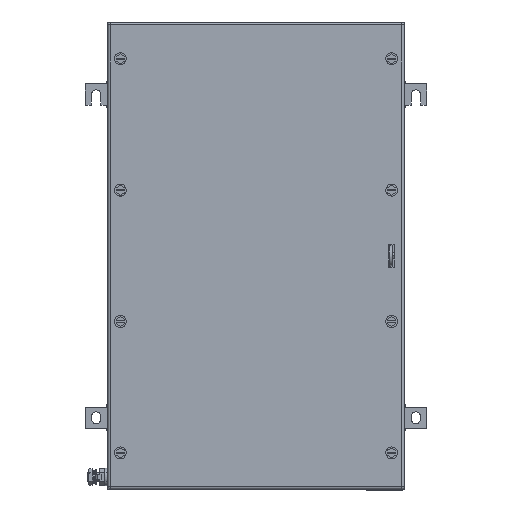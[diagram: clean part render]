
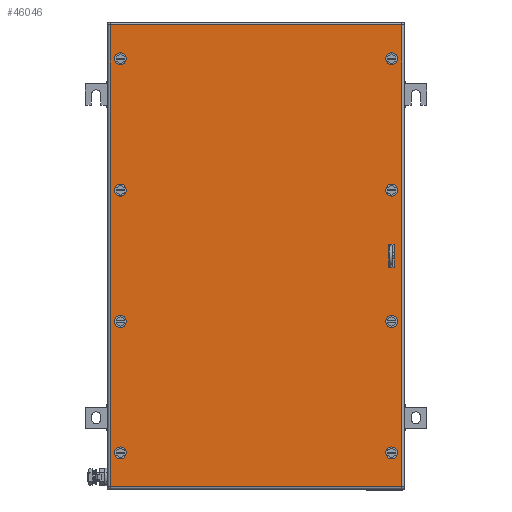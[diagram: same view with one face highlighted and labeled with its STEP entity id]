
A CAD part, top view. The second image highlights one B-rep face of the part: STEP entity #46046.
In plain terms, the highlighted planar face has unit normal (0, 0, 1).
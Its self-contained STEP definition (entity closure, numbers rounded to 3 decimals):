
#45814=AXIS2_PLACEMENT_3D('Circle Axis2P3D',#45812,#45813,$) ;
#45841=AXIS2_PLACEMENT_3D('Plane Axis2P3D',#45838,#45839,#45840) ;
#45879=AXIS2_PLACEMENT_3D('Circle Axis2P3D',#45877,#45878,$) ;
#45888=AXIS2_PLACEMENT_3D('Circle Axis2P3D',#45886,#45887,$) ;
#45897=AXIS2_PLACEMENT_3D('Circle Axis2P3D',#45895,#45896,$) ;
#45906=AXIS2_PLACEMENT_3D('Circle Axis2P3D',#45904,#45905,$) ;
#45915=AXIS2_PLACEMENT_3D('Circle Axis2P3D',#45913,#45914,$) ;
#45924=AXIS2_PLACEMENT_3D('Circle Axis2P3D',#45922,#45923,$) ;
#45933=AXIS2_PLACEMENT_3D('Circle Axis2P3D',#45931,#45932,$) ;
#45942=AXIS2_PLACEMENT_3D('Circle Axis2P3D',#45940,#45941,$) ;
#45951=AXIS2_PLACEMENT_3D('Circle Axis2P3D',#45949,#45950,$) ;
#45960=AXIS2_PLACEMENT_3D('Circle Axis2P3D',#45958,#45959,$) ;
#45969=AXIS2_PLACEMENT_3D('Circle Axis2P3D',#45967,#45968,$) ;
#45978=AXIS2_PLACEMENT_3D('Circle Axis2P3D',#45976,#45977,$) ;
#45987=AXIS2_PLACEMENT_3D('Circle Axis2P3D',#45985,#45986,$) ;
#45996=AXIS2_PLACEMENT_3D('Circle Axis2P3D',#45994,#45995,$) ;
#46005=AXIS2_PLACEMENT_3D('Circle Axis2P3D',#46003,#46004,$) ;
#45809=CARTESIAN_POINT('Vertex',(44.5,197.75,203.5)) ;
#45812=CARTESIAN_POINT('Axis2P3D Location',(41.,197.75,203.5)) ;
#45816=CARTESIAN_POINT('Vertex',(37.5,197.75,203.5)) ;
#45838=CARTESIAN_POINT('Axis2P3D Location',(200.5,275.,203.5)) ;
#45843=CARTESIAN_POINT('Line Origine',(200.5,546.5,203.5)) ;
#45847=CARTESIAN_POINT('Vertex',(372.,546.5,203.5)) ;
#45849=CARTESIAN_POINT('Vertex',(29.,546.5,203.5)) ;
#45852=CARTESIAN_POINT('Line Origine',(29.,275.,203.5)) ;
#45856=CARTESIAN_POINT('Vertex',(29.,3.5,203.5)) ;
#45859=CARTESIAN_POINT('Line Origine',(200.5,3.5,203.5)) ;
#45863=CARTESIAN_POINT('Vertex',(372.,3.5,203.5)) ;
#45866=CARTESIAN_POINT('Line Origine',(372.,275.,203.5)) ;
#45877=CARTESIAN_POINT('Axis2P3D Location',(41.,197.75,203.5)) ;
#45886=CARTESIAN_POINT('Axis2P3D Location',(41.,352.25,203.5)) ;
#45890=CARTESIAN_POINT('Vertex',(37.5,352.25,203.5)) ;
#45892=CARTESIAN_POINT('Vertex',(44.5,352.25,203.5)) ;
#45895=CARTESIAN_POINT('Axis2P3D Location',(41.,352.25,203.5)) ;
#45904=CARTESIAN_POINT('Axis2P3D Location',(360.,197.75,203.5)) ;
#45908=CARTESIAN_POINT('Vertex',(363.5,197.75,203.5)) ;
#45910=CARTESIAN_POINT('Vertex',(356.5,197.75,203.5)) ;
#45913=CARTESIAN_POINT('Axis2P3D Location',(360.,197.75,203.5)) ;
#45922=CARTESIAN_POINT('Axis2P3D Location',(360.,352.25,203.5)) ;
#45926=CARTESIAN_POINT('Vertex',(363.5,352.25,203.5)) ;
#45928=CARTESIAN_POINT('Vertex',(356.5,352.25,203.5)) ;
#45931=CARTESIAN_POINT('Axis2P3D Location',(360.,352.25,203.5)) ;
#45940=CARTESIAN_POINT('Axis2P3D Location',(41.,506.75,203.5)) ;
#45944=CARTESIAN_POINT('Vertex',(37.5,506.75,203.5)) ;
#45946=CARTESIAN_POINT('Vertex',(44.5,506.75,203.5)) ;
#45949=CARTESIAN_POINT('Axis2P3D Location',(41.,506.75,203.5)) ;
#45958=CARTESIAN_POINT('Axis2P3D Location',(41.,43.25,203.5)) ;
#45962=CARTESIAN_POINT('Vertex',(37.5,43.25,203.5)) ;
#45964=CARTESIAN_POINT('Vertex',(44.5,43.25,203.5)) ;
#45967=CARTESIAN_POINT('Axis2P3D Location',(41.,43.25,203.5)) ;
#45976=CARTESIAN_POINT('Axis2P3D Location',(360.,43.25,203.5)) ;
#45980=CARTESIAN_POINT('Vertex',(363.5,43.25,203.5)) ;
#45982=CARTESIAN_POINT('Vertex',(356.5,43.25,203.5)) ;
#45985=CARTESIAN_POINT('Axis2P3D Location',(360.,43.25,203.5)) ;
#45994=CARTESIAN_POINT('Axis2P3D Location',(360.,506.75,203.5)) ;
#45998=CARTESIAN_POINT('Vertex',(363.5,506.75,203.5)) ;
#46000=CARTESIAN_POINT('Vertex',(356.5,506.75,203.5)) ;
#46003=CARTESIAN_POINT('Axis2P3D Location',(360.,506.75,203.5)) ;
#46012=CARTESIAN_POINT('Line Origine',(359.75,261.5,203.5)) ;
#46016=CARTESIAN_POINT('Vertex',(363.,261.5,203.5)) ;
#46018=CARTESIAN_POINT('Vertex',(356.5,261.5,203.5)) ;
#46021=CARTESIAN_POINT('Line Origine',(356.5,275.,203.5)) ;
#46025=CARTESIAN_POINT('Vertex',(356.5,288.5,203.5)) ;
#46028=CARTESIAN_POINT('Line Origine',(359.75,288.5,203.5)) ;
#46032=CARTESIAN_POINT('Vertex',(363.,288.5,203.5)) ;
#46035=CARTESIAN_POINT('Line Origine',(363.,275.,203.5)) ;
#45813=DIRECTION('Axis2P3D Direction',(0.,0.,1.)) ;
#45839=DIRECTION('Axis2P3D Direction',(0.,0.,1.)) ;
#45840=DIRECTION('Axis2P3D XDirection',(1.,0.,0.)) ;
#45844=DIRECTION('Vector Direction',(1.,0.,0.)) ;
#45853=DIRECTION('Vector Direction',(0.,-1.,0.)) ;
#45860=DIRECTION('Vector Direction',(1.,0.,0.)) ;
#45867=DIRECTION('Vector Direction',(0.,1.,0.)) ;
#45878=DIRECTION('Axis2P3D Direction',(0.,0.,1.)) ;
#45887=DIRECTION('Axis2P3D Direction',(0.,0.,1.)) ;
#45896=DIRECTION('Axis2P3D Direction',(0.,0.,1.)) ;
#45905=DIRECTION('Axis2P3D Direction',(0.,0.,1.)) ;
#45914=DIRECTION('Axis2P3D Direction',(0.,0.,1.)) ;
#45923=DIRECTION('Axis2P3D Direction',(0.,0.,1.)) ;
#45932=DIRECTION('Axis2P3D Direction',(0.,0.,1.)) ;
#45941=DIRECTION('Axis2P3D Direction',(0.,0.,1.)) ;
#45950=DIRECTION('Axis2P3D Direction',(0.,0.,1.)) ;
#45959=DIRECTION('Axis2P3D Direction',(0.,0.,1.)) ;
#45968=DIRECTION('Axis2P3D Direction',(0.,0.,1.)) ;
#45977=DIRECTION('Axis2P3D Direction',(0.,0.,1.)) ;
#45986=DIRECTION('Axis2P3D Direction',(0.,0.,1.)) ;
#45995=DIRECTION('Axis2P3D Direction',(0.,0.,1.)) ;
#46004=DIRECTION('Axis2P3D Direction',(0.,0.,1.)) ;
#46013=DIRECTION('Vector Direction',(-1.,0.,0.)) ;
#46022=DIRECTION('Vector Direction',(0.,1.,0.)) ;
#46029=DIRECTION('Vector Direction',(1.,0.,0.)) ;
#46036=DIRECTION('Vector Direction',(0.,-1.,0.)) ;
#45845=VECTOR('Line Direction',#45844,1.) ;
#45854=VECTOR('Line Direction',#45853,1.) ;
#45861=VECTOR('Line Direction',#45860,1.) ;
#45868=VECTOR('Line Direction',#45867,1.) ;
#46014=VECTOR('Line Direction',#46013,1.) ;
#46023=VECTOR('Line Direction',#46022,1.) ;
#46030=VECTOR('Line Direction',#46029,1.) ;
#46037=VECTOR('Line Direction',#46036,1.) ;
#45872=ORIENTED_EDGE('',*,*,#45851,.T.) ;
#45873=ORIENTED_EDGE('',*,*,#45858,.T.) ;
#45874=ORIENTED_EDGE('',*,*,#45865,.T.) ;
#45875=ORIENTED_EDGE('',*,*,#45870,.T.) ;
#45883=ORIENTED_EDGE('',*,*,#45881,.F.) ;
#45884=ORIENTED_EDGE('',*,*,#45818,.F.) ;
#45901=ORIENTED_EDGE('',*,*,#45894,.F.) ;
#45902=ORIENTED_EDGE('',*,*,#45899,.F.) ;
#45919=ORIENTED_EDGE('',*,*,#45912,.F.) ;
#45920=ORIENTED_EDGE('',*,*,#45917,.F.) ;
#45937=ORIENTED_EDGE('',*,*,#45930,.F.) ;
#45938=ORIENTED_EDGE('',*,*,#45935,.F.) ;
#45955=ORIENTED_EDGE('',*,*,#45948,.F.) ;
#45956=ORIENTED_EDGE('',*,*,#45953,.F.) ;
#45973=ORIENTED_EDGE('',*,*,#45966,.F.) ;
#45974=ORIENTED_EDGE('',*,*,#45971,.F.) ;
#45991=ORIENTED_EDGE('',*,*,#45984,.F.) ;
#45992=ORIENTED_EDGE('',*,*,#45989,.F.) ;
#46009=ORIENTED_EDGE('',*,*,#46002,.F.) ;
#46010=ORIENTED_EDGE('',*,*,#46007,.F.) ;
#46041=ORIENTED_EDGE('',*,*,#46020,.T.) ;
#46042=ORIENTED_EDGE('',*,*,#46027,.T.) ;
#46043=ORIENTED_EDGE('',*,*,#46034,.T.) ;
#46044=ORIENTED_EDGE('',*,*,#46039,.T.) ;
#45885=FACE_BOUND('',#45882,.T.) ;
#45903=FACE_BOUND('',#45900,.T.) ;
#45921=FACE_BOUND('',#45918,.T.) ;
#45939=FACE_BOUND('',#45936,.T.) ;
#45957=FACE_BOUND('',#45954,.T.) ;
#45975=FACE_BOUND('',#45972,.T.) ;
#45993=FACE_BOUND('',#45990,.T.) ;
#46011=FACE_BOUND('',#46008,.T.) ;
#46045=FACE_BOUND('',#46040,.T.) ;
#46046=ADVANCED_FACE('ZUB.2\\ZUB_DE_KTB_MH_620x450.1\\DE_KTB_MH_PART_MASTER.1\\Koerper.2',(#45876,#45885,#45903,#45921,#45939,#45957,#45975,#45993,#46011,#46045),#45842,.T.) ;
#45815=CIRCLE('generated circle',#45814,3.5) ;
#45880=CIRCLE('generated circle',#45879,3.5) ;
#45889=CIRCLE('generated circle',#45888,3.5) ;
#45898=CIRCLE('generated circle',#45897,3.5) ;
#45907=CIRCLE('generated circle',#45906,3.5) ;
#45916=CIRCLE('generated circle',#45915,3.5) ;
#45925=CIRCLE('generated circle',#45924,3.5) ;
#45934=CIRCLE('generated circle',#45933,3.5) ;
#45943=CIRCLE('generated circle',#45942,3.5) ;
#45952=CIRCLE('generated circle',#45951,3.5) ;
#45961=CIRCLE('generated circle',#45960,3.5) ;
#45970=CIRCLE('generated circle',#45969,3.5) ;
#45979=CIRCLE('generated circle',#45978,3.5) ;
#45988=CIRCLE('generated circle',#45987,3.5) ;
#45997=CIRCLE('generated circle',#45996,3.5) ;
#46006=CIRCLE('generated circle',#46005,3.5) ;
#45818=EDGE_CURVE('',#45810,#45817,#45815,.T.) ;
#45851=EDGE_CURVE('',#45848,#45850,#45846,.F.) ;
#45858=EDGE_CURVE('',#45850,#45857,#45855,.T.) ;
#45865=EDGE_CURVE('',#45857,#45864,#45862,.T.) ;
#45870=EDGE_CURVE('',#45864,#45848,#45869,.T.) ;
#45881=EDGE_CURVE('',#45817,#45810,#45880,.T.) ;
#45894=EDGE_CURVE('',#45891,#45893,#45889,.T.) ;
#45899=EDGE_CURVE('',#45893,#45891,#45898,.T.) ;
#45912=EDGE_CURVE('',#45909,#45911,#45907,.T.) ;
#45917=EDGE_CURVE('',#45911,#45909,#45916,.T.) ;
#45930=EDGE_CURVE('',#45927,#45929,#45925,.T.) ;
#45935=EDGE_CURVE('',#45929,#45927,#45934,.T.) ;
#45948=EDGE_CURVE('',#45945,#45947,#45943,.T.) ;
#45953=EDGE_CURVE('',#45947,#45945,#45952,.T.) ;
#45966=EDGE_CURVE('',#45963,#45965,#45961,.T.) ;
#45971=EDGE_CURVE('',#45965,#45963,#45970,.T.) ;
#45984=EDGE_CURVE('',#45981,#45983,#45979,.T.) ;
#45989=EDGE_CURVE('',#45983,#45981,#45988,.T.) ;
#46002=EDGE_CURVE('',#45999,#46001,#45997,.T.) ;
#46007=EDGE_CURVE('',#46001,#45999,#46006,.T.) ;
#46020=EDGE_CURVE('',#46017,#46019,#46015,.T.) ;
#46027=EDGE_CURVE('',#46019,#46026,#46024,.T.) ;
#46034=EDGE_CURVE('',#46026,#46033,#46031,.T.) ;
#46039=EDGE_CURVE('',#46033,#46017,#46038,.T.) ;
#45871=EDGE_LOOP('',(#45872,#45873,#45874,#45875)) ;
#45882=EDGE_LOOP('',(#45883,#45884)) ;
#45900=EDGE_LOOP('',(#45901,#45902)) ;
#45918=EDGE_LOOP('',(#45919,#45920)) ;
#45936=EDGE_LOOP('',(#45937,#45938)) ;
#45954=EDGE_LOOP('',(#45955,#45956)) ;
#45972=EDGE_LOOP('',(#45973,#45974)) ;
#45990=EDGE_LOOP('',(#45991,#45992)) ;
#46008=EDGE_LOOP('',(#46009,#46010)) ;
#46040=EDGE_LOOP('',(#46041,#46042,#46043,#46044)) ;
#45876=FACE_OUTER_BOUND('',#45871,.T.) ;
#45846=LINE('Line',#45843,#45845) ;
#45855=LINE('Line',#45852,#45854) ;
#45862=LINE('Line',#45859,#45861) ;
#45869=LINE('Line',#45866,#45868) ;
#46015=LINE('Line',#46012,#46014) ;
#46024=LINE('Line',#46021,#46023) ;
#46031=LINE('Line',#46028,#46030) ;
#46038=LINE('Line',#46035,#46037) ;
#45842=PLANE('',#45841) ;
#45810=VERTEX_POINT('',#45809) ;
#45817=VERTEX_POINT('',#45816) ;
#45848=VERTEX_POINT('',#45847) ;
#45850=VERTEX_POINT('',#45849) ;
#45857=VERTEX_POINT('',#45856) ;
#45864=VERTEX_POINT('',#45863) ;
#45891=VERTEX_POINT('',#45890) ;
#45893=VERTEX_POINT('',#45892) ;
#45909=VERTEX_POINT('',#45908) ;
#45911=VERTEX_POINT('',#45910) ;
#45927=VERTEX_POINT('',#45926) ;
#45929=VERTEX_POINT('',#45928) ;
#45945=VERTEX_POINT('',#45944) ;
#45947=VERTEX_POINT('',#45946) ;
#45963=VERTEX_POINT('',#45962) ;
#45965=VERTEX_POINT('',#45964) ;
#45981=VERTEX_POINT('',#45980) ;
#45983=VERTEX_POINT('',#45982) ;
#45999=VERTEX_POINT('',#45998) ;
#46001=VERTEX_POINT('',#46000) ;
#46017=VERTEX_POINT('',#46016) ;
#46019=VERTEX_POINT('',#46018) ;
#46026=VERTEX_POINT('',#46025) ;
#46033=VERTEX_POINT('',#46032) ;
